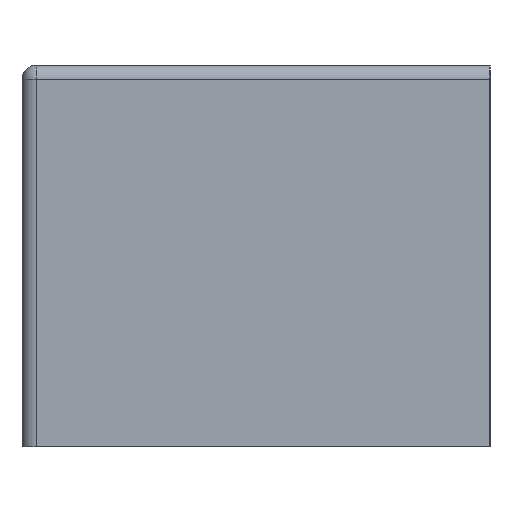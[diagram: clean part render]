
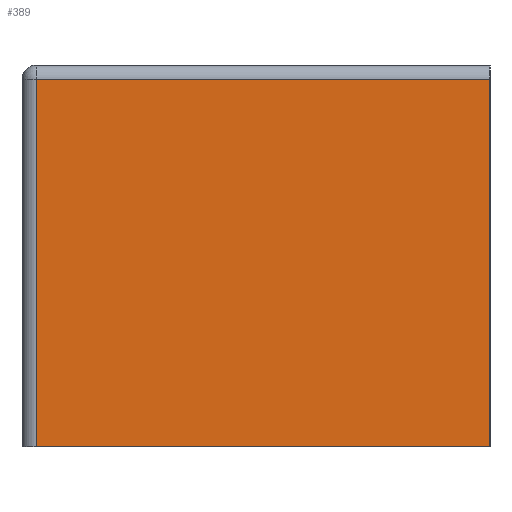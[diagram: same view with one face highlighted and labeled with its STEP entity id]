
A CAD part, left-side view. The second image highlights one B-rep face of the part: STEP entity #389.
In plain terms, the highlighted planar face has unit normal (-1, 0, 0).
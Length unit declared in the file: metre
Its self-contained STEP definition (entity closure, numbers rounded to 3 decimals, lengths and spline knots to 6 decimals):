
#47=ORIENTED_EDGE('',*,*,#153,.T.);
#48=ORIENTED_EDGE('',*,*,#154,.T.);
#49=ORIENTED_EDGE('',*,*,#155,.F.);
#50=ORIENTED_EDGE('',*,*,#156,.F.);
#153=EDGE_CURVE('',#206,#207,#242,.T.);
#154=EDGE_CURVE('',#207,#208,#243,.T.);
#155=EDGE_CURVE('',#209,#208,#244,.T.);
#156=EDGE_CURVE('',#206,#209,#245,.T.);
#206=VERTEX_POINT('',#600);
#207=VERTEX_POINT('',#601);
#208=VERTEX_POINT('',#603);
#209=VERTEX_POINT('',#605);
#242=LINE('',#599,#273);
#243=LINE('',#602,#274);
#244=LINE('',#604,#275);
#245=LINE('',#606,#276);
#273=VECTOR('',#476,1.);
#274=VECTOR('',#477,1.);
#275=VECTOR('',#478,1.);
#276=VECTOR('',#479,1.);
#304=EDGE_LOOP('',(#47,#48,#49,#50));
#341=FACE_BOUND('',#304,.T.);
#378=PLANE('',#426);
#389=ADVANCED_FACE('',(#341),#378,.F.);
#426=AXIS2_PLACEMENT_3D('',#598,#474,#475);
#474=DIRECTION('',(1.,0.,0.));
#475=DIRECTION('',(0.,0.,-1.));
#476=DIRECTION('',(0.,1.,0.));
#477=DIRECTION('',(0.,0.,-1.));
#478=DIRECTION('',(0.,1.,0.));
#479=DIRECTION('',(0.,0.,-1.));
#598=CARTESIAN_POINT('',(-0.2153,-0.004,0.));
#599=CARTESIAN_POINT('',(-0.2153,0.,0.0848));
#600=CARTESIAN_POINT('',(-0.2153,-0.225,0.0848));
#601=CARTESIAN_POINT('',(-0.2153,-0.007,0.0848));
#602=CARTESIAN_POINT('',(-0.2153,-0.007,0.));
#603=CARTESIAN_POINT('',(-0.2153,-0.007,-0.0918));
#604=CARTESIAN_POINT('',(-0.2153,-0.004,-0.0918));
#605=CARTESIAN_POINT('',(-0.2153,-0.225,-0.0918));
#606=CARTESIAN_POINT('',(-0.2153,-0.225,0.));
